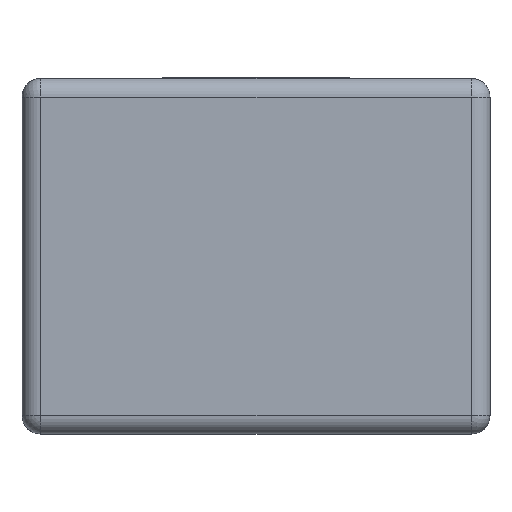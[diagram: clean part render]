
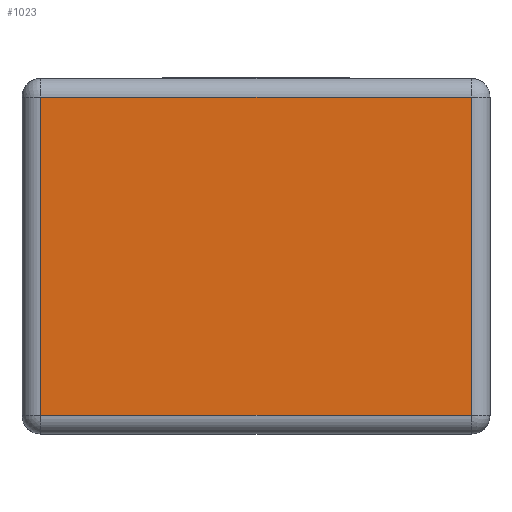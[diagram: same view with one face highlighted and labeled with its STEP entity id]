
A CAD part, left-side view. The second image highlights one B-rep face of the part: STEP entity #1023.
In plain terms, the highlighted planar face has unit normal (-1, 0, 0).
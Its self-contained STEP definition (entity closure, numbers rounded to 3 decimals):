
#204=FACE_OUTER_BOUND('',#266,.T.);
#266=EDGE_LOOP('',(#895,#896,#897,#898));
#339=LINE('',#1856,#417);
#342=LINE('',#1884,#420);
#344=LINE('',#1887,#422);
#345=LINE('',#1889,#423);
#417=VECTOR('',#1347,0.85);
#420=VECTOR('',#1370,1.15);
#422=VECTOR('',#1374,0.85);
#423=VECTOR('',#1377,1.15);
#503=VERTEX_POINT('',#1831);
#505=VERTEX_POINT('',#1837);
#509=VERTEX_POINT('',#1861);
#511=VERTEX_POINT('',#1866);
#634=EDGE_CURVE('',#503,#505,#339,.T.);
#644=EDGE_CURVE('',#505,#511,#342,.T.);
#646=EDGE_CURVE('',#511,#509,#344,.T.);
#647=EDGE_CURVE('',#509,#503,#345,.T.);
#895=ORIENTED_EDGE('',*,*,#634,.F.);
#896=ORIENTED_EDGE('',*,*,#647,.F.);
#897=ORIENTED_EDGE('',*,*,#646,.F.);
#898=ORIENTED_EDGE('',*,*,#644,.F.);
#967=PLANE('',#1123);
#1023=ADVANCED_FACE('',(#204),#967,.T.);
#1123=AXIS2_PLACEMENT_3D('',#1918,#1387,#1388);
#1347=DIRECTION('',(0.,0.,-1.));
#1370=DIRECTION('',(0.,1.,0.));
#1374=DIRECTION('',(0.,0.,1.));
#1377=DIRECTION('',(0.,-1.,0.));
#1387=DIRECTION('center_axis',(-1.,0.,0.));
#1388=DIRECTION('ref_axis',(0.,-1.,0.));
#1831=CARTESIAN_POINT('',(-1.,-0.575,0.9));
#1837=CARTESIAN_POINT('',(-1.,-0.575,0.05));
#1856=CARTESIAN_POINT('',(-1.,-0.575,0.));
#1861=CARTESIAN_POINT('',(-1.,0.575,0.9));
#1866=CARTESIAN_POINT('',(-1.,0.575,0.05));
#1884=CARTESIAN_POINT('',(-1.,0.313,0.05));
#1887=CARTESIAN_POINT('',(-1.,0.575,0.));
#1889=CARTESIAN_POINT('',(-1.,0.313,0.9));
#1918=CARTESIAN_POINT('Origin',(-1.,0.625,0.));
